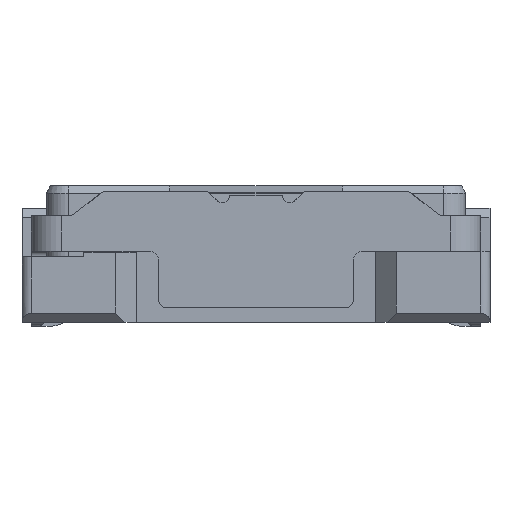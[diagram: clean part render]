
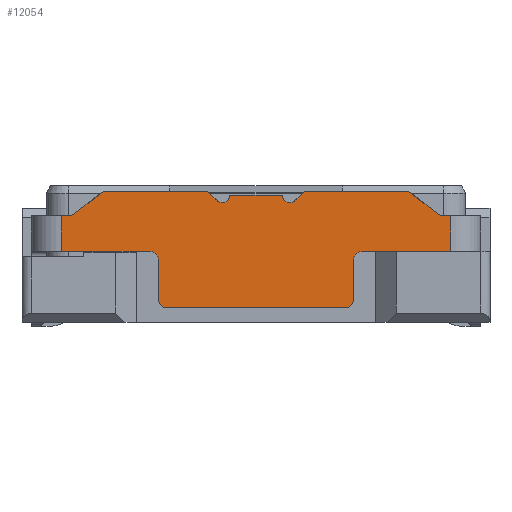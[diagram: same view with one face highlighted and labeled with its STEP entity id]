
A CAD part, front view. The second image highlights one B-rep face of the part: STEP entity #12054.
In plain terms, the highlighted planar face has unit normal (0, -1, 0).
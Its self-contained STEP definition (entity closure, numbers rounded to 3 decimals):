
#275=CARTESIAN_POINT('',(0.57,-2.57,
-0.025));
#276=DIRECTION('',(0.,1.,0.));
#277=DIRECTION('',(-1.,0.,0.));
#278=AXIS2_PLACEMENT_3D('',#275,#276,#277);
#280=CARTESIAN_POINT('',(0.48,-2.57,
-0.235));
#281=DIRECTION('',(0.,-1.,0.));
#282=DIRECTION('',(0.,0.,-1.));
#283=AXIS2_PLACEMENT_3D('',#280,#281,#282);
#285=CARTESIAN_POINT('',(-0.48,-2.57,
-0.235));
#286=DIRECTION('',(0.,-1.,0.));
#287=DIRECTION('',(-1.,0.,0.));
#288=AXIS2_PLACEMENT_3D('',#285,#286,#287);
#290=DIRECTION('',(0.,0.,-1.));
#291=VECTOR('',#290,0.21);
#292=CARTESIAN_POINT('',(-0.52,-2.57,
-0.025));
#293=LINE('',#292,#291);
#294=CARTESIAN_POINT('',(-0.57,-2.57,
-0.025));
#295=DIRECTION('',(0.,1.,0.));
#296=DIRECTION('',(0.,0.,1.));
#297=AXIS2_PLACEMENT_3D('',#294,#295,#296);
#299=DIRECTION('',(1.,0.,0.));
#300=VECTOR('',#299,0.47);
#301=CARTESIAN_POINT('',(-1.04,-2.57,
0.025));
#302=LINE('',#301,#300);
#303=DIRECTION('',(-1.,0.,0.));
#304=VECTOR('',#303,0.055);
#305=CARTESIAN_POINT('',(-0.985,-2.57,
0.215));
#306=LINE('',#305,#304);
#307=DIRECTION('',(-0.794,0.,-0.607));
#308=VECTOR('',#307,0.214);
#309=CARTESIAN_POINT('',(-0.815,-2.57,
0.345));
#310=LINE('',#309,#308);
#311=DIRECTION('',(-0.707,0.,0.707));
#312=VECTOR('',#311,0.068);
#313=CARTESIAN_POINT('',(-0.208,-2.57,
0.297));
#314=LINE('',#313,#312);
#315=CARTESIAN_POINT('',(-0.18,-2.57,
0.325));
#316=DIRECTION('',(0.,1.,0.));
#317=DIRECTION('',(0.,0.,-1.));
#318=AXIS2_PLACEMENT_3D('',#315,#316,#317);
#320=CARTESIAN_POINT('',(-0.18,-2.57,
0.325));
#321=DIRECTION('',(0.,1.,0.));
#322=DIRECTION('',(1.,0.,0.));
#323=AXIS2_PLACEMENT_3D('',#320,#321,#322);
#325=CARTESIAN_POINT('',(0.18,-2.57,
0.325));
#326=DIRECTION('',(0.,1.,0.));
#327=DIRECTION('',(0.,0.,-1.));
#328=AXIS2_PLACEMENT_3D('',#325,#326,#327);
#330=CARTESIAN_POINT('',(0.18,-2.57,
0.325));
#331=DIRECTION('',(0.,1.,0.));
#332=DIRECTION('',(0.707,0.,-0.707));
#333=AXIS2_PLACEMENT_3D('',#330,#331,#332);
#335=DIRECTION('',(-0.707,0.,-0.707));
#336=VECTOR('',#335,0.068);
#337=CARTESIAN_POINT('',(0.257,-2.57,
0.345));
#338=LINE('',#337,#336);
#339=DIRECTION('',(-0.794,0.,0.607));
#340=VECTOR('',#339,0.214);
#341=CARTESIAN_POINT('',(0.985,-2.57,
0.215));
#342=LINE('',#341,#340);
#343=DIRECTION('',(-1.,0.,0.));
#344=VECTOR('',#343,0.055);
#345=CARTESIAN_POINT('',(1.04,-2.57,0.215));
#346=LINE('',#345,#344);
#347=DIRECTION('',(-1.,0.,0.));
#348=VECTOR('',#347,0.15);
#349=CARTESIAN_POINT('',(0.72,-2.57,
0.025));
#350=LINE('',#349,#348);
#434=DIRECTION('',(-1.,0.,0.));
#435=VECTOR('',#434,0.96);
#436=CARTESIAN_POINT('',(0.48,-2.57,
-0.275));
#437=LINE('',#436,#435);
#461=DIRECTION('',(0.,0.,-1.));
#462=VECTOR('',#461,0.21);
#463=CARTESIAN_POINT('',(0.52,-2.57,
-0.025));
#464=LINE('',#463,#462);
#830=DIRECTION('',(-1.,0.,0.));
#831=VECTOR('',#830,0.32);
#832=CARTESIAN_POINT('',(1.04,-2.57,0.025));
#833=LINE('',#832,#831);
#906=DIRECTION('',(0.,0.,-1.));
#907=VECTOR('',#906,0.19);
#908=CARTESIAN_POINT('',(1.04,-2.57,0.215));
#909=LINE('',#908,#907);
#8274=DIRECTION('',(0.,0.,1.));
#8275=VECTOR('',#8274,0.19);
#8276=CARTESIAN_POINT('',(-1.04,-2.57,
0.025));
#8277=LINE('',#8276,#8275);
#8298=DIRECTION('',(1.,0.,0.));
#8299=VECTOR('',#8298,0.558);
#8300=CARTESIAN_POINT('',(-0.815,-2.57,
0.345));
#8301=LINE('',#8300,#8299);
#8350=DIRECTION('',(1.,0.,0.));
#8351=VECTOR('',#8350,0.28);
#8352=CARTESIAN_POINT('',(-0.14,-2.57,
0.325));
#8353=LINE('',#8352,#8351);
#8382=DIRECTION('',(1.,0.,0.));
#8383=VECTOR('',#8382,0.558);
#8384=CARTESIAN_POINT('',(0.257,-2.57,
0.345));
#8385=LINE('',#8384,#8383);
#9131=CARTESIAN_POINT('',(1.04,-2.57,
0.025));
#9132=VERTEX_POINT('',#9131);
#9133=CARTESIAN_POINT('',(0.72,-2.57,
0.025));
#9134=VERTEX_POINT('',#9133);
#11474=CARTESIAN_POINT('',(-0.257,-2.57,
0.345));
#11475=VERTEX_POINT('',#11474);
#11476=CARTESIAN_POINT('',(-0.815,-2.57,
0.345));
#11477=VERTEX_POINT('',#11476);
#11478=CARTESIAN_POINT('',(0.985,-2.57,
0.215));
#11479=VERTEX_POINT('',#11478);
#11480=CARTESIAN_POINT('',(1.04,-2.57,
0.215));
#11481=VERTEX_POINT('',#11480);
#11482=CARTESIAN_POINT('',(0.57,-2.57,
0.025));
#11483=VERTEX_POINT('',#11482);
#11484=CARTESIAN_POINT('',(0.815,-2.57,
0.345));
#11485=VERTEX_POINT('',#11484);
#11486=CARTESIAN_POINT('',(0.257,-2.57,
0.345));
#11487=VERTEX_POINT('',#11486);
#11488=CARTESIAN_POINT('',(0.208,-2.57,
0.297));
#11489=VERTEX_POINT('',#11488);
#11490=CARTESIAN_POINT('',(0.18,-2.57,
0.285));
#11491=VERTEX_POINT('',#11490);
#11492=CARTESIAN_POINT('',(0.14,-2.57,
0.325));
#11493=VERTEX_POINT('',#11492);
#11494=CARTESIAN_POINT('',(-0.14,-2.57,
0.325));
#11495=VERTEX_POINT('',#11494);
#11496=CARTESIAN_POINT('',(-0.18,-2.57,
0.285));
#11497=VERTEX_POINT('',#11496);
#11498=CARTESIAN_POINT('',(-0.208,-2.57,
0.297));
#11499=VERTEX_POINT('',#11498);
#11500=CARTESIAN_POINT('',(-0.985,-2.57,
0.215));
#11501=VERTEX_POINT('',#11500);
#11502=CARTESIAN_POINT('',(-1.04,-2.57,
0.215));
#11503=VERTEX_POINT('',#11502);
#11504=CARTESIAN_POINT('',(-1.04,-2.57,
0.025));
#11505=VERTEX_POINT('',#11504);
#11506=CARTESIAN_POINT('',(-0.57,-2.57,
0.025));
#11507=VERTEX_POINT('',#11506);
#11508=CARTESIAN_POINT('',(-0.52,-2.57,
-0.025));
#11509=VERTEX_POINT('',#11508);
#11510=CARTESIAN_POINT('',(-0.52,-2.57,
-0.235));
#11511=VERTEX_POINT('',#11510);
#11512=CARTESIAN_POINT('',(-0.48,-2.57,
-0.275));
#11513=VERTEX_POINT('',#11512);
#11514=CARTESIAN_POINT('',(0.48,-2.57,
-0.275));
#11515=VERTEX_POINT('',#11514);
#11516=CARTESIAN_POINT('',(0.52,-2.57,
-0.235));
#11517=VERTEX_POINT('',#11516);
#11518=CARTESIAN_POINT('',(0.52,-2.57,
-0.025));
#11519=VERTEX_POINT('',#11518);
#11999=CARTESIAN_POINT('',(-1.25,-2.57,
-0.355));
#12000=DIRECTION('',(0.,-1.,0.));
#12001=DIRECTION('',(0.,0.,-1.));
#12002=AXIS2_PLACEMENT_3D('',#11999,#12000,#12001);
#12003=PLANE('',#12002);
#12005=ORIENTED_EDGE('',*,*,#12004,.T.);
#12007=ORIENTED_EDGE('',*,*,#12006,.F.);
#12009=ORIENTED_EDGE('',*,*,#12008,.T.);
#12011=ORIENTED_EDGE('',*,*,#12010,.F.);
#12013=ORIENTED_EDGE('',*,*,#12012,.T.);
#12015=ORIENTED_EDGE('',*,*,#12014,.F.);
#12017=ORIENTED_EDGE('',*,*,#12016,.F.);
#12018=ORIENTED_EDGE('',*,*,#11988,.F.);
#12019=ORIENTED_EDGE('',*,*,#11930,.F.);
#12021=ORIENTED_EDGE('',*,*,#12020,.T.);
#12023=ORIENTED_EDGE('',*,*,#12022,.F.);
#12025=ORIENTED_EDGE('',*,*,#12024,.F.);
#12027=ORIENTED_EDGE('',*,*,#12026,.T.);
#12029=ORIENTED_EDGE('',*,*,#12028,.F.);
#12031=ORIENTED_EDGE('',*,*,#12030,.F.);
#12033=ORIENTED_EDGE('',*,*,#12032,.F.);
#12035=ORIENTED_EDGE('',*,*,#12034,.T.);
#12037=ORIENTED_EDGE('',*,*,#12036,.F.);
#12039=ORIENTED_EDGE('',*,*,#12038,.F.);
#12041=ORIENTED_EDGE('',*,*,#12040,.F.);
#12043=ORIENTED_EDGE('',*,*,#12042,.T.);
#12045=ORIENTED_EDGE('',*,*,#12044,.F.);
#12047=ORIENTED_EDGE('',*,*,#12046,.F.);
#12049=ORIENTED_EDGE('',*,*,#12048,.T.);
#12051=ORIENTED_EDGE('',*,*,#12050,.T.);
#12052=EDGE_LOOP('',(#12005,#12007,#12009,#12011,#12013,#12015,#12017,#12018,
#12019,#12021,#12023,#12025,#12027,#12029,#12031,#12033,#12035,#12037,#12039,
#12041,#12043,#12045,#12047,#12049,#12051));
#12053=FACE_OUTER_BOUND('',#12052,.F.);
#12054=ADVANCED_FACE('',(#12053),#12003,.T.);
#279=CIRCLE('',#278,0.05);
#284=CIRCLE('',#283,0.04);
#289=CIRCLE('',#288,0.04);
#298=CIRCLE('',#297,0.05);
#319=CIRCLE('',#318,0.04);
#324=CIRCLE('',#323,0.04);
#329=CIRCLE('',#328,0.04);
#334=CIRCLE('',#333,0.04);
#11930=EDGE_CURVE('',#11505,#11507,#302,.T.);
#11988=EDGE_CURVE('',#11507,#11509,#298,.T.);
#12004=EDGE_CURVE('',#9134,#11483,#350,.T.);
#12006=EDGE_CURVE('',#11519,#11483,#279,.T.);
#12008=EDGE_CURVE('',#11519,#11517,#464,.T.);
#12010=EDGE_CURVE('',#11515,#11517,#284,.T.);
#12012=EDGE_CURVE('',#11515,#11513,#437,.T.);
#12014=EDGE_CURVE('',#11511,#11513,#289,.T.);
#12016=EDGE_CURVE('',#11509,#11511,#293,.T.);
#12020=EDGE_CURVE('',#11505,#11503,#8277,.T.);
#12022=EDGE_CURVE('',#11501,#11503,#306,.T.);
#12024=EDGE_CURVE('',#11477,#11501,#310,.T.);
#12026=EDGE_CURVE('',#11477,#11475,#8301,.T.);
#12028=EDGE_CURVE('',#11499,#11475,#314,.T.);
#12030=EDGE_CURVE('',#11497,#11499,#319,.T.);
#12032=EDGE_CURVE('',#11495,#11497,#324,.T.);
#12034=EDGE_CURVE('',#11495,#11493,#8353,.T.);
#12036=EDGE_CURVE('',#11491,#11493,#329,.T.);
#12038=EDGE_CURVE('',#11489,#11491,#334,.T.);
#12040=EDGE_CURVE('',#11487,#11489,#338,.T.);
#12042=EDGE_CURVE('',#11487,#11485,#8385,.T.);
#12044=EDGE_CURVE('',#11479,#11485,#342,.T.);
#12046=EDGE_CURVE('',#11481,#11479,#346,.T.);
#12048=EDGE_CURVE('',#11481,#9132,#909,.T.);
#12050=EDGE_CURVE('',#9132,#9134,#833,.T.);
